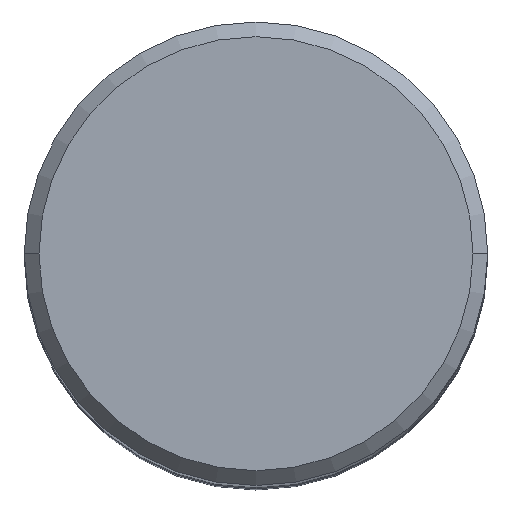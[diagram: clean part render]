
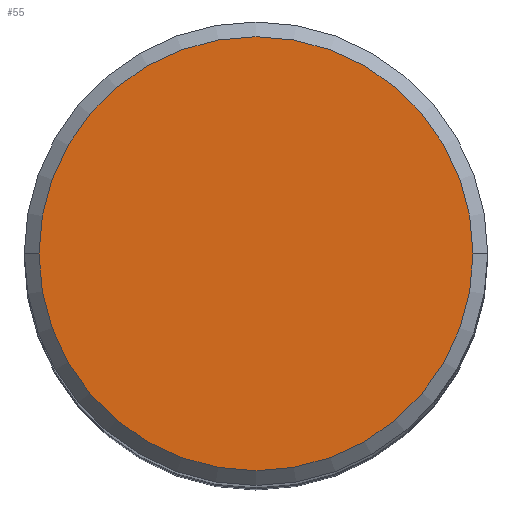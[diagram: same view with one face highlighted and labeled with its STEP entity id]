
A CAD part, top view. The second image highlights one B-rep face of the part: STEP entity #55.
In plain terms, the highlighted planar face has unit normal (0, 0, 1).
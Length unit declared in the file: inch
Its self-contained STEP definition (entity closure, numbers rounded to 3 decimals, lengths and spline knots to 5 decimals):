
#42 = EDGE_CURVE ( 'NONE', #44, #303, #90, .T. ) ;
#44 = VERTEX_POINT ( 'NONE', #191 ) ;
#54 = CIRCLE ( 'NONE', #518, 0.29495 ) ;
#55 = ADVANCED_FACE ( 'NONE', ( #159 ), #196, .F. ) ;
#69 = ORIENTED_EDGE ( 'NONE', *, *, #300, .T. ) ;
#90 = CIRCLE ( 'NONE', #496, 0.29495 ) ;
#99 = DIRECTION ( 'NONE',  ( -1., 0., 0. ) ) ;
#108 = DIRECTION ( 'NONE',  ( 1., 0., 0. ) ) ;
#159 = FACE_OUTER_BOUND ( 'NONE', #515, .T. ) ;
#191 = CARTESIAN_POINT ( 'NONE',  ( -0.29495, 0., 0. ) ) ;
#196 = PLANE ( 'NONE',  #307 ) ;
#252 = DIRECTION ( 'NONE',  ( 0., 0., 1. ) ) ;
#270 = CARTESIAN_POINT ( 'NONE',  ( 0., 0.29495, 0. ) ) ;
#278 = CARTESIAN_POINT ( 'NONE',  ( 0.29495, 0., 0. ) ) ;
#279 = CARTESIAN_POINT ( 'NONE',  ( 0., 0., 0. ) ) ;
#300 = EDGE_CURVE ( 'NONE', #303, #44, #54, .T. ) ;
#303 = VERTEX_POINT ( 'NONE', #278 ) ;
#307 = AXIS2_PLACEMENT_3D ( 'NONE', #270, #442, #99 ) ;
#415 = ORIENTED_EDGE ( 'NONE', *, *, #42, .T. ) ;
#442 = DIRECTION ( 'NONE',  ( 0., 0., -1. ) ) ;
#496 = AXIS2_PLACEMENT_3D ( 'NONE', #279, #522, #108 ) ;
#502 = DIRECTION ( 'NONE',  ( 1., 0., 0. ) ) ;
#515 = EDGE_LOOP ( 'NONE', ( #415, #69 ) ) ;
#518 = AXIS2_PLACEMENT_3D ( 'NONE', #541, #252, #502 ) ;
#522 = DIRECTION ( 'NONE',  ( 0., 0., 1. ) ) ;
#541 = CARTESIAN_POINT ( 'NONE',  ( 0., 0., 0. ) ) ;
